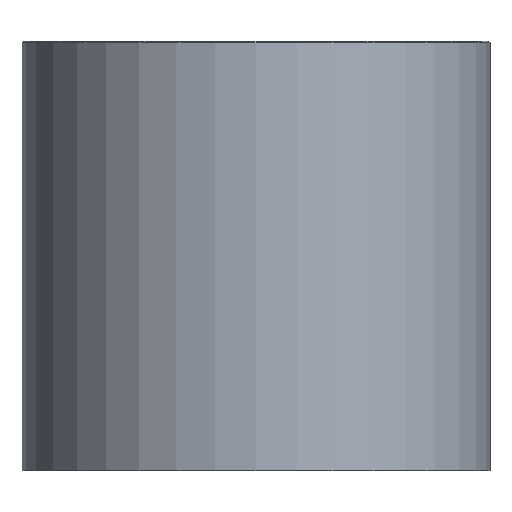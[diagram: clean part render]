
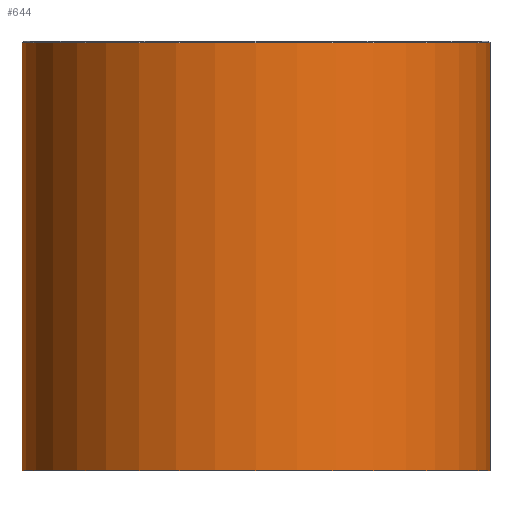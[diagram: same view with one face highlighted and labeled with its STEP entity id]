
A CAD part, front view. The second image highlights one B-rep face of the part: STEP entity #644.
In plain terms, the highlighted cylindrical face has radius 38.1 mm (diameter 76.2 mm), a full revolution.
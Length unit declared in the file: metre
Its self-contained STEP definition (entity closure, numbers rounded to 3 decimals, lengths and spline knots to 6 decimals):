
#88=ORIENTED_EDGE('',*,*,#210,.T.);
#89=ORIENTED_EDGE('',*,*,#211,.T.);
#210=EDGE_CURVE('',#272,#272,#334,.F.);
#211=EDGE_CURVE('',#273,#273,#335,.T.);
#272=VERTEX_POINT('',#1156);
#273=VERTEX_POINT('',#1158);
#334=CIRCLE('',#758,0.0381);
#335=CIRCLE('',#759,0.0381);
#398=EDGE_LOOP('',(#88));
#399=EDGE_LOOP('',(#89));
#522=FACE_BOUND('',#398,.T.);
#523=FACE_BOUND('',#399,.T.);
#616=CYLINDRICAL_SURFACE('',#757,0.0381);
#644=ADVANCED_FACE('',(#522,#523),#616,.T.);
#757=AXIS2_PLACEMENT_3D('',#1154,#941,#942);
#758=AXIS2_PLACEMENT_3D('',#1155,#943,#944);
#759=AXIS2_PLACEMENT_3D('',#1157,#945,#946);
#941=DIRECTION('',(0.,0.,-1.));
#942=DIRECTION('',(0.,1.,0.));
#943=DIRECTION('',(0.,0.,1.));
#944=DIRECTION('',(0.,-1.,0.));
#945=DIRECTION('',(0.,0.,1.));
#946=DIRECTION('',(0.,-1.,0.));
#1154=CARTESIAN_POINT('',(0.,0.,0.06));
#1155=CARTESIAN_POINT('',(0.,0.,0.0597));
#1156=CARTESIAN_POINT('',(0.,-0.0381,0.0597));
#1157=CARTESIAN_POINT('',(0.,0.,-0.01));
#1158=CARTESIAN_POINT('',(0.,-0.0381,-0.01));
